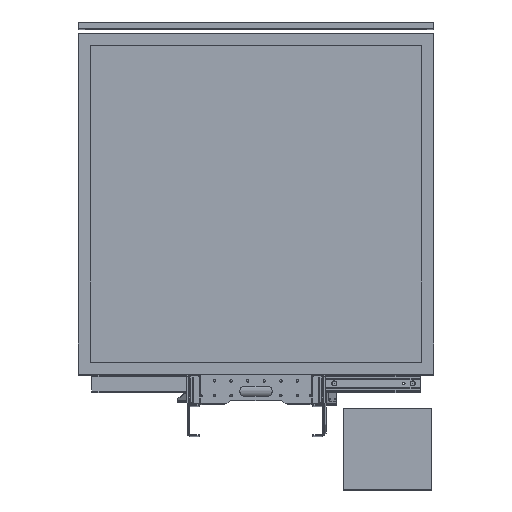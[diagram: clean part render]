
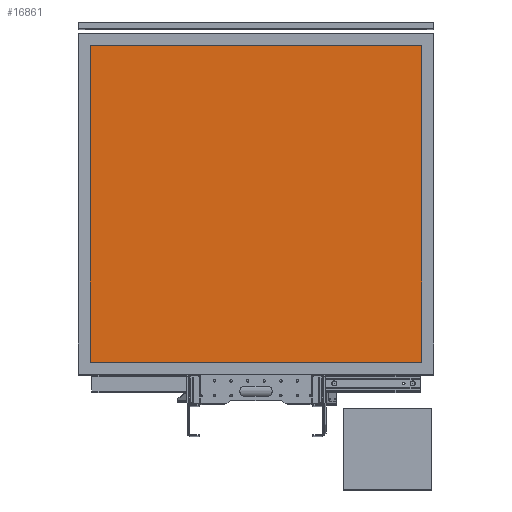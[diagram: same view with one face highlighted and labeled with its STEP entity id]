
A CAD part, top view. The second image highlights one B-rep face of the part: STEP entity #16861.
In plain terms, the highlighted planar face has unit normal (0, 0, 1).
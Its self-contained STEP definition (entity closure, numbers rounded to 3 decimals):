
#1587=FACE_OUTER_BOUND('',#2520,.T.);
#2520=EDGE_LOOP('',(#11414,#11415,#11416,#11417));
#3781=LINE('',#24993,#5568);
#3782=LINE('',#24995,#5569);
#3783=LINE('',#24997,#5570);
#3784=LINE('',#24998,#5571);
#5568=VECTOR('',#19869,2244.);
#5569=VECTOR('',#19870,2144.);
#5570=VECTOR('',#19871,2244.);
#5571=VECTOR('',#19872,2144.);
#7341=VERTEX_POINT('',#24991);
#7342=VERTEX_POINT('',#24992);
#7343=VERTEX_POINT('',#24994);
#7344=VERTEX_POINT('',#24996);
#8935=EDGE_CURVE('',#7341,#7342,#3781,.T.);
#8936=EDGE_CURVE('',#7341,#7343,#3782,.T.);
#8937=EDGE_CURVE('',#7343,#7344,#3783,.T.);
#8938=EDGE_CURVE('',#7342,#7344,#3784,.T.);
#11414=ORIENTED_EDGE('',*,*,#8935,.F.);
#11415=ORIENTED_EDGE('',*,*,#8936,.T.);
#11416=ORIENTED_EDGE('',*,*,#8937,.T.);
#11417=ORIENTED_EDGE('',*,*,#8938,.F.);
#16219=PLANE('',#18118);
#16861=ADVANCED_FACE('',(#1587),#16219,.T.);
#18118=AXIS2_PLACEMENT_3D('',#24990,#19867,#19868);
#19867=DIRECTION('center_axis',(0.,0.,1.));
#19868=DIRECTION('ref_axis',(1.,0.,0.));
#19869=DIRECTION('',(1.,0.,0.));
#19870=DIRECTION('',(0.,-1.,0.));
#19871=DIRECTION('',(1.,0.,0.));
#19872=DIRECTION('',(0.,-1.,0.));
#24990=CARTESIAN_POINT('Origin',(0.,0.,4900.));
#24991=CARTESIAN_POINT('',(-1122.,2222.,4900.));
#24992=CARTESIAN_POINT('',(1122.,2222.,4900.));
#24993=CARTESIAN_POINT('',(-1122.,2222.,4900.));
#24994=CARTESIAN_POINT('',(-1122.,78.,4900.));
#24995=CARTESIAN_POINT('',(-1122.,2222.,4900.));
#24996=CARTESIAN_POINT('',(1122.,78.,4900.));
#24997=CARTESIAN_POINT('',(-1122.,78.,4900.));
#24998=CARTESIAN_POINT('',(1122.,2222.,4900.));
